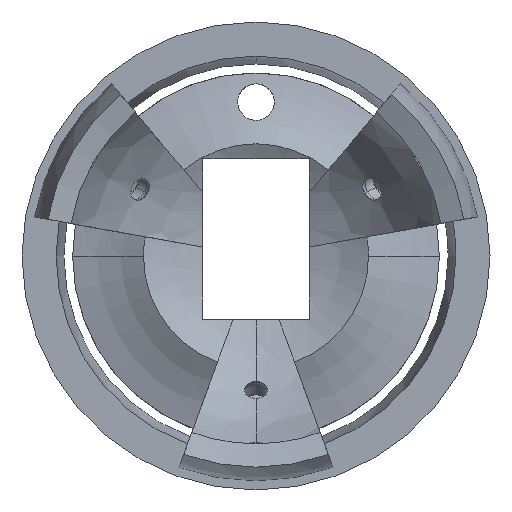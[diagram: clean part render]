
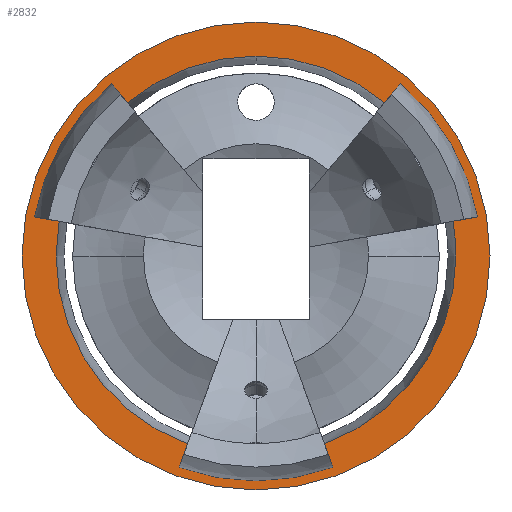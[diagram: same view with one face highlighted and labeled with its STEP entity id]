
A CAD part, top view. The second image highlights one B-rep face of the part: STEP entity #2832.
In plain terms, the highlighted planar face has unit normal (0, 0, 1).
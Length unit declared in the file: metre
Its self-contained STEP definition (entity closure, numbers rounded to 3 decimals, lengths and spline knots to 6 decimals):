
#35=PLANE('',#3276);
#222=LINE('',#5095,#342);
#223=LINE('',#5097,#343);
#234=LINE('',#5166,#354);
#235=LINE('',#5170,#355);
#240=LINE('',#5207,#360);
#241=LINE('',#5209,#361);
#342=VECTOR('',#3997,1.);
#343=VECTOR('',#4000,1.);
#354=VECTOR('',#4099,1.);
#355=VECTOR('',#4104,1.);
#360=VECTOR('',#4157,1.);
#361=VECTOR('',#4160,1.);
#1080=ORIENTED_EDGE('',*,*,#1625,.F.);
#1081=ORIENTED_EDGE('',*,*,#1718,.T.);
#1082=ORIENTED_EDGE('',*,*,#1719,.T.);
#1083=ORIENTED_EDGE('',*,*,#1663,.T.);
#1084=ORIENTED_EDGE('',*,*,#1616,.F.);
#1085=ORIENTED_EDGE('',*,*,#1665,.F.);
#1086=ORIENTED_EDGE('',*,*,#1385,.T.);
#1087=ORIENTED_EDGE('',*,*,#1685,.T.);
#1088=ORIENTED_EDGE('',*,*,#1620,.F.);
#1089=ORIENTED_EDGE('',*,*,#1684,.F.);
#1090=ORIENTED_EDGE('',*,*,#1381,.T.);
#1091=ORIENTED_EDGE('',*,*,#1720,.T.);
#1092=ORIENTED_EDGE('',*,*,#1626,.T.);
#1093=ORIENTED_EDGE('',*,*,#1612,.F.);
#1094=ORIENTED_EDGE('',*,*,#1455,.F.);
#1095=ORIENTED_EDGE('',*,*,#1721,.F.);
#1096=ORIENTED_EDGE('',*,*,#1722,.F.);
#1381=EDGE_CURVE('',#1816,#1815,#2101,.F.);
#1385=EDGE_CURVE('',#1820,#1819,#2105,.F.);
#1455=EDGE_CURVE('',#1875,#1876,#2153,.T.);
#1612=EDGE_CURVE('',#1998,#1999,#2242,.F.);
#1616=EDGE_CURVE('',#2002,#2003,#2246,.F.);
#1620=EDGE_CURVE('',#2006,#2007,#2250,.F.);
#1625=EDGE_CURVE('',#2010,#1998,#222,.T.);
#1626=EDGE_CURVE('',#2011,#1999,#223,.T.);
#1663=EDGE_CURVE('',#2025,#2003,#234,.T.);
#1665=EDGE_CURVE('',#1820,#2002,#235,.T.);
#1684=EDGE_CURVE('',#1816,#2006,#240,.T.);
#1685=EDGE_CURVE('',#1819,#2007,#241,.T.);
#1718=EDGE_CURVE('',#2010,#2036,#2314,.F.);
#1719=EDGE_CURVE('',#2036,#2025,#2315,.F.);
#1720=EDGE_CURVE('',#1815,#2011,#2316,.F.);
#1721=EDGE_CURVE('',#2037,#1875,#2317,.T.);
#1722=EDGE_CURVE('',#1876,#2037,#2318,.T.);
#1815=VERTEX_POINT('',#4558);
#1816=VERTEX_POINT('',#4560);
#1819=VERTEX_POINT('',#4566);
#1820=VERTEX_POINT('',#4568);
#1875=VERTEX_POINT('',#4716);
#1876=VERTEX_POINT('',#4717);
#1998=VERTEX_POINT('',#5066);
#1999=VERTEX_POINT('',#5068);
#2002=VERTEX_POINT('',#5075);
#2003=VERTEX_POINT('',#5077);
#2006=VERTEX_POINT('',#5084);
#2007=VERTEX_POINT('',#5086);
#2010=VERTEX_POINT('',#5094);
#2011=VERTEX_POINT('',#5098);
#2025=VERTEX_POINT('',#5167);
#2036=VERTEX_POINT('',#5322);
#2037=VERTEX_POINT('',#5326);
#2101=CIRCLE('',#2965,0.0175);
#2105=CIRCLE('',#2969,0.0175);
#2153=CIRCLE('',#3028,0.020481);
#2242=CIRCLE('',#3145,0.019681);
#2246=CIRCLE('',#3150,0.019681);
#2250=CIRCLE('',#3155,0.019681);
#2314=CIRCLE('',#3277,0.0175);
#2315=CIRCLE('',#3278,0.0175);
#2316=CIRCLE('',#3279,0.0175);
#2317=CIRCLE('',#3280,0.020481);
#2318=CIRCLE('',#3281,0.020481);
#2464=EDGE_LOOP('',(#1080,#1081,#1082,#1083,#1084,#1085,#1086,#1087,#1088,
#1089,#1090,#1091,#1092,#1093));
#2465=EDGE_LOOP('',(#1094,#1095,#1096));
#2628=FACE_BOUND('',#2464,.T.);
#2629=FACE_BOUND('',#2465,.T.);
#2832=ADVANCED_FACE('',(#2628,#2629),#35,.F.);
#2965=AXIS2_PLACEMENT_3D('',#4559,#3532,#3533);
#2969=AXIS2_PLACEMENT_3D('',#4567,#3540,#3541);
#3028=AXIS2_PLACEMENT_3D('',#4715,#3676,#3677);
#3145=AXIS2_PLACEMENT_3D('',#5067,#3966,#3967);
#3150=AXIS2_PLACEMENT_3D('',#5076,#3976,#3977);
#3155=AXIS2_PLACEMENT_3D('',#5085,#3986,#3987);
#3276=AXIS2_PLACEMENT_3D('',#5320,#4250,#4251);
#3277=AXIS2_PLACEMENT_3D('',#5321,#4252,#4253);
#3278=AXIS2_PLACEMENT_3D('',#5323,#4254,#4255);
#3279=AXIS2_PLACEMENT_3D('',#5324,#4256,#4257);
#3280=AXIS2_PLACEMENT_3D('',#5325,#4258,#4259);
#3281=AXIS2_PLACEMENT_3D('',#5327,#4260,#4261);
#3532=DIRECTION('',(0.,0.,1.));
#3533=DIRECTION('',(1.,0.,0.));
#3540=DIRECTION('',(0.,0.,1.));
#3541=DIRECTION('',(1.,0.,0.));
#3676=DIRECTION('',(0.,0.,-1.));
#3677=DIRECTION('',(-1.,0.,0.));
#3966=DIRECTION('',(0.,0.,-1.));
#3967=DIRECTION('',(-1.,0.,0.));
#3976=DIRECTION('',(0.,0.,-1.));
#3977=DIRECTION('',(-1.,0.,0.));
#3986=DIRECTION('',(0.,0.,-1.));
#3987=DIRECTION('',(-1.,0.,0.));
#3997=DIRECTION('',(0.985,0.174,0.));
#4000=DIRECTION('',(0.643,0.766,0.));
#4099=DIRECTION('',(0.342,-0.94,0.));
#4104=DIRECTION('',(-0.342,-0.94,0.));
#4157=DIRECTION('',(-0.643,0.766,0.));
#4160=DIRECTION('',(-0.985,0.174,0.));
#4250=DIRECTION('',(0.,0.,-1.));
#4251=DIRECTION('',(-1.,0.,0.));
#4252=DIRECTION('',(0.,0.,1.));
#4253=DIRECTION('',(1.,0.,0.));
#4254=DIRECTION('',(0.,0.,1.));
#4255=DIRECTION('',(1.,0.,0.));
#4256=DIRECTION('',(0.,0.,1.));
#4257=DIRECTION('',(1.,0.,0.));
#4258=DIRECTION('',(0.,0.,-1.));
#4259=DIRECTION('',(-1.,0.,0.));
#4260=DIRECTION('',(0.,0.,-1.));
#4261=DIRECTION('',(-1.,0.,0.));
#4558=CARTESIAN_POINT('',(-0.066743,0.029584,0.0252));
#4559=CARTESIAN_POINT('',(-0.066743,0.012084,0.0252));
#4560=CARTESIAN_POINT('',(-0.077992,0.02549,0.0252));
#4566=CARTESIAN_POINT('',(-0.083977,0.015123,0.0252));
#4567=CARTESIAN_POINT('',(-0.066743,0.012084,0.0252));
#4568=CARTESIAN_POINT('',(-0.072728,-0.004361,0.0252));
#4715=CARTESIAN_POINT('',(-0.066743,0.012084,0.0252));
#4716=CARTESIAN_POINT('',(-0.066743,0.032565,0.0252));
#4717=CARTESIAN_POINT('',(-0.066743,-0.008397,0.0252));
#5066=CARTESIAN_POINT('',(-0.047361,0.015502,0.0252));
#5067=CARTESIAN_POINT('',(-0.066743,0.012084,0.0252));
#5068=CARTESIAN_POINT('',(-0.054092,0.027161,0.0252));
#5075=CARTESIAN_POINT('',(-0.073474,-0.00641,0.0252));
#5076=CARTESIAN_POINT('',(-0.066743,0.012084,0.0252));
#5077=CARTESIAN_POINT('',(-0.060011,-0.00641,0.0252));
#5084=CARTESIAN_POINT('',(-0.079393,0.027161,0.0252));
#5085=CARTESIAN_POINT('',(-0.066743,0.012084,0.0252));
#5086=CARTESIAN_POINT('',(-0.086125,0.015502,0.0252));
#5094=CARTESIAN_POINT('',(-0.049509,0.015123,0.0252));
#5095=CARTESIAN_POINT('',(-0.057209,0.013765,0.0252));
#5097=CARTESIAN_POINT('',(-0.06052,0.0195,0.0252));
#5098=CARTESIAN_POINT('',(-0.055494,0.02549,0.0252));
#5166=CARTESIAN_POINT('',(-0.063432,0.002987,0.0252));
#5167=CARTESIAN_POINT('',(-0.060757,-0.004361,0.0252));
#5170=CARTESIAN_POINT('',(-0.070054,0.002987,0.0252));
#5207=CARTESIAN_POINT('',(-0.072966,0.0195,0.0252));
#5209=CARTESIAN_POINT('',(-0.076277,0.013765,0.0252));
#5320=CARTESIAN_POINT('',(-0.066743,0.032065,0.0252));
#5321=CARTESIAN_POINT('',(-0.066743,0.012084,0.0252));
#5322=CARTESIAN_POINT('',(-0.049243,0.012084,0.0252));
#5323=CARTESIAN_POINT('',(-0.066743,0.012084,0.0252));
#5324=CARTESIAN_POINT('',(-0.066743,0.012084,0.0252));
#5325=CARTESIAN_POINT('',(-0.066743,0.012084,0.0252));
#5326=CARTESIAN_POINT('',(-0.087224,0.012084,0.0252));
#5327=CARTESIAN_POINT('',(-0.066743,0.012084,0.0252));
